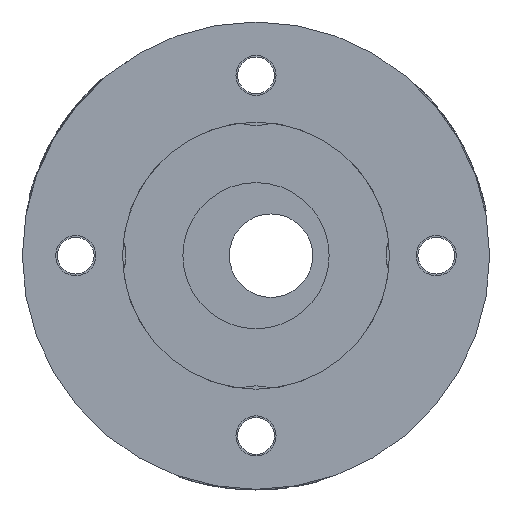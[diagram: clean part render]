
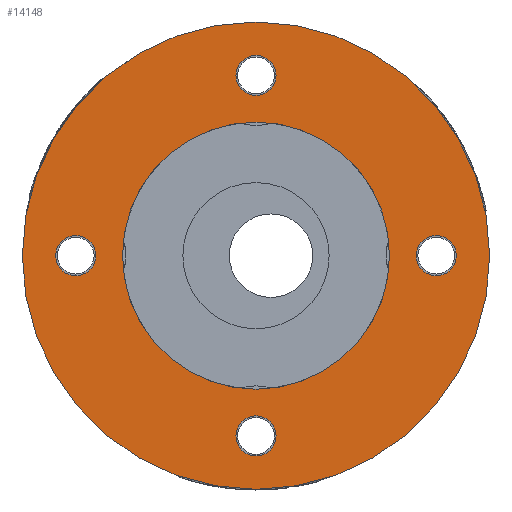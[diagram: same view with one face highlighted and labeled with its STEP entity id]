
A CAD part, front view. The second image highlights one B-rep face of the part: STEP entity #14148.
In plain terms, the highlighted planar face has unit normal (0, -1, 0).
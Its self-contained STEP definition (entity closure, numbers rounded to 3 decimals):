
#1149=FACE_BOUND('',#2135,.T.);
#1150=FACE_BOUND('',#2136,.T.);
#1151=FACE_BOUND('',#2137,.T.);
#1152=FACE_BOUND('',#2138,.T.);
#1153=FACE_BOUND('',#2139,.T.);
#1347=FACE_OUTER_BOUND('',#2134,.T.);
#2134=EDGE_LOOP('',(#8726));
#2135=EDGE_LOOP('',(#8727));
#2136=EDGE_LOOP('',(#8728));
#2137=EDGE_LOOP('',(#8729));
#2138=EDGE_LOOP('',(#8730));
#2139=EDGE_LOOP('',(#8731));
#4836=CIRCLE('',#14962,20.);
#4843=CIRCLE('',#14970,3.);
#4845=CIRCLE('',#14973,3.);
#4847=CIRCLE('',#14976,3.);
#4849=CIRCLE('',#14979,3.);
#4854=CIRCLE('',#14986,35.);
#5161=VERTEX_POINT('',#18524);
#5165=VERTEX_POINT('',#18537);
#5167=VERTEX_POINT('',#18543);
#5169=VERTEX_POINT('',#18549);
#5171=VERTEX_POINT('',#18555);
#5177=VERTEX_POINT('',#18571);
#6575=EDGE_CURVE('',#5161,#5161,#4836,.T.);
#6583=EDGE_CURVE('',#5165,#5165,#4843,.T.);
#6586=EDGE_CURVE('',#5167,#5167,#4845,.T.);
#6589=EDGE_CURVE('',#5169,#5169,#4847,.T.);
#6592=EDGE_CURVE('',#5171,#5171,#4849,.T.);
#6600=EDGE_CURVE('',#5177,#5177,#4854,.T.);
#8726=ORIENTED_EDGE('',*,*,#6600,.T.);
#8727=ORIENTED_EDGE('',*,*,#6575,.T.);
#8728=ORIENTED_EDGE('',*,*,#6583,.T.);
#8729=ORIENTED_EDGE('',*,*,#6586,.T.);
#8730=ORIENTED_EDGE('',*,*,#6589,.T.);
#8731=ORIENTED_EDGE('',*,*,#6592,.T.);
#12912=PLANE('',#14985);
#14148=ADVANCED_FACE('',(#1347,#1149,#1150,#1151,#1152,#1153),#12912,.T.);
#14962=AXIS2_PLACEMENT_3D('',#18525,#15861,#15862);
#14970=AXIS2_PLACEMENT_3D('',#18538,#15878,#15879);
#14973=AXIS2_PLACEMENT_3D('',#18544,#15885,#15886);
#14976=AXIS2_PLACEMENT_3D('',#18550,#15892,#15893);
#14979=AXIS2_PLACEMENT_3D('',#18556,#15899,#15900);
#14985=AXIS2_PLACEMENT_3D('',#18570,#15914,#15915);
#14986=AXIS2_PLACEMENT_3D('',#18572,#15916,#15917);
#15861=DIRECTION('center_axis',(0.,1.,0.));
#15862=DIRECTION('ref_axis',(-1.,0.,0.));
#15878=DIRECTION('center_axis',(0.,1.,0.));
#15879=DIRECTION('ref_axis',(-1.,0.,0.));
#15885=DIRECTION('center_axis',(0.,1.,0.));
#15886=DIRECTION('ref_axis',(-1.,0.,0.));
#15892=DIRECTION('center_axis',(0.,1.,0.));
#15893=DIRECTION('ref_axis',(-1.,0.,0.));
#15899=DIRECTION('center_axis',(0.,1.,0.));
#15900=DIRECTION('ref_axis',(-1.,0.,0.));
#15914=DIRECTION('center_axis',(0.,-1.,0.));
#15915=DIRECTION('ref_axis',(-1.,0.,0.));
#15916=DIRECTION('center_axis',(0.,-1.,0.));
#15917=DIRECTION('ref_axis',(-1.,0.,0.));
#18524=CARTESIAN_POINT('',(20.238,-18.527,1.292));
#18525=CARTESIAN_POINT('Origin',(0.238,-18.527,1.292));
#18537=CARTESIAN_POINT('',(3.238,-18.527,28.292));
#18538=CARTESIAN_POINT('Origin',(0.238,-18.527,28.292));
#18543=CARTESIAN_POINT('',(3.238,-18.527,-25.708));
#18544=CARTESIAN_POINT('Origin',(0.238,-18.527,-25.708));
#18549=CARTESIAN_POINT('',(30.238,-18.527,1.292));
#18550=CARTESIAN_POINT('Origin',(27.238,-18.527,1.292));
#18555=CARTESIAN_POINT('',(-23.762,-18.527,1.292));
#18556=CARTESIAN_POINT('Origin',(-26.762,-18.527,1.292));
#18570=CARTESIAN_POINT('Origin',(0.238,-18.527,1.292));
#18571=CARTESIAN_POINT('',(35.238,-18.527,1.292));
#18572=CARTESIAN_POINT('Origin',(0.238,-18.527,1.292));
